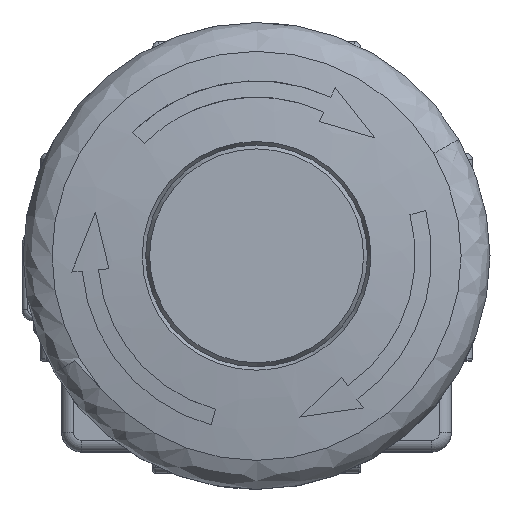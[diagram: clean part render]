
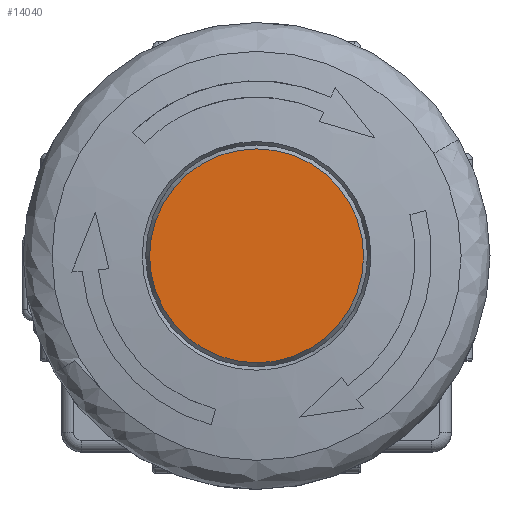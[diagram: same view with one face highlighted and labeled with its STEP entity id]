
A CAD part, top view. The second image highlights one B-rep face of the part: STEP entity #14040.
In plain terms, the highlighted planar face has unit normal (0, 0, 1).
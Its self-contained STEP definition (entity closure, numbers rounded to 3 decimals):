
#6695 = ORIENTED_EDGE ( 'NONE', *, *, #39978, .T. ) ;
#10990 = CARTESIAN_POINT ( 'NONE',  ( -15.5, 0., 45. ) ) ;
#14040 = ADVANCED_FACE ( 'NONE', ( #42131 ), #42125, .T. ) ;
#20248 = CIRCLE ( 'NONE', #46420, 15.5 ) ;
#24712 = DIRECTION ( 'NONE',  ( -1., 0., 0. ) ) ;
#24840 = DIRECTION ( 'NONE',  ( 0., 0., 1. ) ) ;
#24888 = CARTESIAN_POINT ( 'NONE',  ( 0., 0., 45. ) ) ;
#34811 = AXIS2_PLACEMENT_3D ( 'NONE', #42110, #42055, #42005 ) ;
#39978 = EDGE_CURVE ( 'NONE', #43488, #43488, #20248, .T. ) ;
#42005 = DIRECTION ( 'NONE',  ( 0., 1., 0. ) ) ;
#42055 = DIRECTION ( 'NONE',  ( 0., 0., 1. ) ) ;
#42110 = CARTESIAN_POINT ( 'NONE',  ( 15.686, -15.686, 45. ) ) ;
#42125 = PLANE ( 'NONE',  #34811 ) ;
#42131 = FACE_OUTER_BOUND ( 'NONE', #46724, .T. ) ;
#43488 = VERTEX_POINT ( 'NONE', #10990 ) ;
#46420 = AXIS2_PLACEMENT_3D ( 'NONE', #24888, #24840, #24712 ) ;
#46724 = EDGE_LOOP ( 'NONE', ( #6695 ) ) ;
